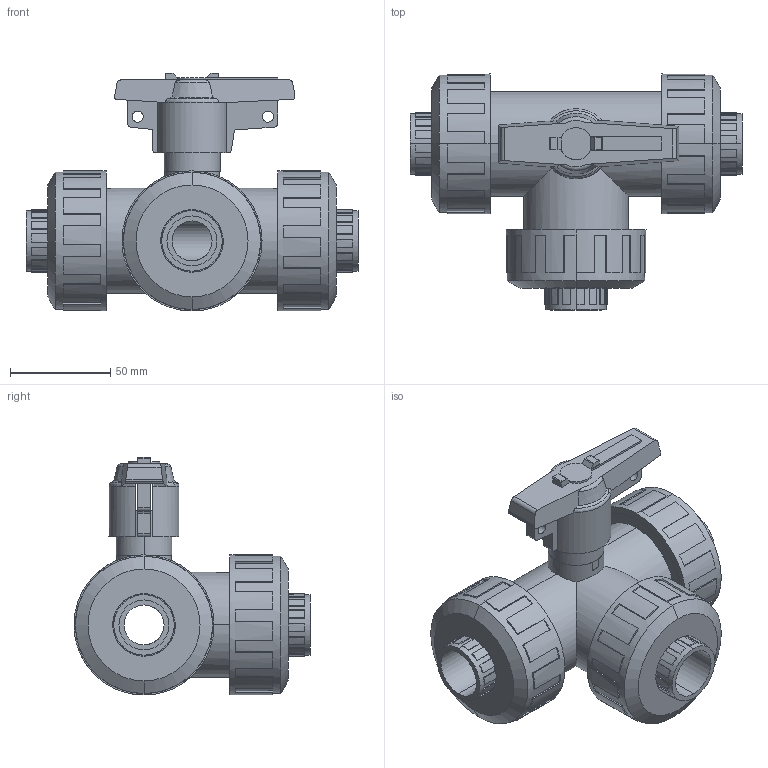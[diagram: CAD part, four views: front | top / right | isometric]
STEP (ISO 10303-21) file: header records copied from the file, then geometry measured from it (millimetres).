
FILE_DESCRIPTION(('STEP AP214'),'1');
FILE_NAME('cctmp_7FED8AA1-B8D2-4B33-B3E2-56B42B1A8AE7_2021_10_21_09_08_33_0222..stp','2021-10-21T07:08:33',('Praher Valves GmbH'),('CADClick - www.CADClick.com'),'Spatial InterOp 3D',' ','unknown authorization');
FILE_SCHEMA(('AUTOMOTIVE_DESIGN'));
Length unit declared in the file: millimetre
Products named in the file (1): 121831
Bounding box: 166 x 118 x 118.93 mm (x, y, z)
Volume: 548953.2 mm3; surface area: 123766.1 mm2
Topology: 1 solids, 1 shells, 565 faces, 1596 edges, 1053 vertices
Faces by surface type: plane 441, cylinder 98, cone 18, torus 8
Entity records: 23335 total; most frequent: CARTESIAN_POINT 3674, DIRECTION 3248, ORIENTED_EDGE 3192, EDGE_CURVE 1596, AXIS2_PLACEMENT_3D 1132, VERTEX_POINT 1053, LINE 984, VECTOR 984
